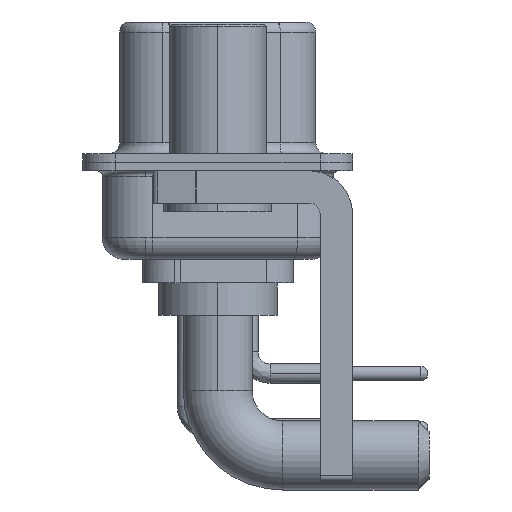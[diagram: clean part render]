
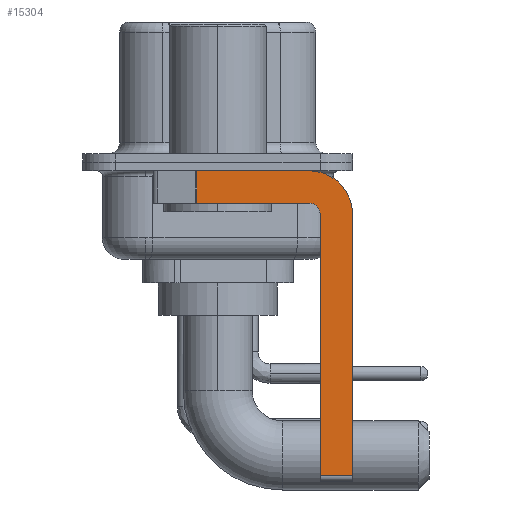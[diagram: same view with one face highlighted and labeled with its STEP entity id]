
A CAD part, left-side view. The second image highlights one B-rep face of the part: STEP entity #15304.
In plain terms, the highlighted planar face has unit normal (-1, 0, 0).
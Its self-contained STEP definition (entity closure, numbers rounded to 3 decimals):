
#128 = LINE ( 'NONE', #2631, #6869 ) ;
#417 = AXIS2_PLACEMENT_3D ( 'NONE', #23953, #23791, #9461 ) ;
#1876 = DIRECTION ( 'NONE',  ( 0., -1., 0. ) ) ;
#2002 = DIRECTION ( 'NONE',  ( 0., 1., 0. ) ) ;
#2631 = CARTESIAN_POINT ( 'NONE',  ( -2.9, -4.25, -1.9 ) ) ;
#3663 = CARTESIAN_POINT ( 'NONE',  ( -2.9, -6.25, -2.4 ) ) ;
#3925 = VERTEX_POINT ( 'NONE', #18152 ) ;
#5557 = EDGE_CURVE ( 'NONE', #30389, #14518, #27768, .T. ) ;
#5631 = VECTOR ( 'NONE', #14119, 1000. ) ;
#6260 = CARTESIAN_POINT ( 'NONE',  ( -2.9, -4.25, -14.55 ) ) ;
#6869 = VECTOR ( 'NONE', #2002, 1000. ) ;
#7570 = ORIENTED_EDGE ( 'NONE', *, *, #20910, .F. ) ;
#8832 = DIRECTION ( 'NONE',  ( 0., 0., -1. ) ) ;
#9461 = DIRECTION ( 'NONE',  ( 0., 0., -1. ) ) ;
#9581 = EDGE_CURVE ( 'NONE', #3925, #26703, #26819, .T. ) ;
#9944 = CARTESIAN_POINT ( 'NONE',  ( -2.9, -4.25, -0.4 ) ) ;
#9980 = CARTESIAN_POINT ( 'NONE',  ( -2.9, 0.978, -1.9 ) ) ;
#11420 = VECTOR ( 'NONE', #12385, 1000. ) ;
#11594 = CARTESIAN_POINT ( 'NONE',  ( -2.9, 3., -0.4 ) ) ;
#11950 = ORIENTED_EDGE ( 'NONE', *, *, #22543, .F. ) ;
#12385 = DIRECTION ( 'NONE',  ( 0., 0., 1. ) ) ;
#12516 = AXIS2_PLACEMENT_3D ( 'NONE', #25666, #26138, #8832 ) ;
#13124 = ORIENTED_EDGE ( 'NONE', *, *, #25562, .F. ) ;
#13403 = ORIENTED_EDGE ( 'NONE', *, *, #24679, .T. ) ;
#13434 = CARTESIAN_POINT ( 'NONE',  ( -2.9, -4.25, -2.4 ) ) ;
#14119 = DIRECTION ( 'NONE',  ( 0., -1., 0. ) ) ;
#14314 = ORIENTED_EDGE ( 'NONE', *, *, #28273, .F. ) ;
#14518 = VERTEX_POINT ( 'NONE', #15500 ) ;
#14899 = CARTESIAN_POINT ( 'NONE',  ( -2.9, -4.75, -2.4 ) ) ;
#15016 = CARTESIAN_POINT ( 'NONE',  ( -2.9, -4.75, -14.55 ) ) ;
#15019 = DIRECTION ( 'NONE',  ( 0., 0., -1. ) ) ;
#15230 = CARTESIAN_POINT ( 'NONE',  ( -2.9, 0.978, -1.9 ) ) ;
#15304 = ADVANCED_FACE ( 'NONE', ( #16705 ), #21586, .F. ) ;
#15500 = CARTESIAN_POINT ( 'NONE',  ( -2.9, -6.25, -14.55 ) ) ;
#15506 = DIRECTION ( 'NONE',  ( 0., 0., -1. ) ) ;
#16196 = VERTEX_POINT ( 'NONE', #14899 ) ;
#16705 = FACE_OUTER_BOUND ( 'NONE', #27622, .T. ) ;
#17118 = VECTOR ( 'NONE', #1876, 1000. ) ;
#17494 = ORIENTED_EDGE ( 'NONE', *, *, #9581, .T. ) ;
#17658 = VERTEX_POINT ( 'NONE', #20273 ) ;
#18152 = CARTESIAN_POINT ( 'NONE',  ( -2.9, 0.978, -0.4 ) ) ;
#20141 = ORIENTED_EDGE ( 'NONE', *, *, #21809, .F. ) ;
#20273 = CARTESIAN_POINT ( 'NONE',  ( -2.9, -4.25, -1.9 ) ) ;
#20910 = EDGE_CURVE ( 'NONE', #17658, #26703, #128, .T. ) ;
#21064 = CIRCLE ( 'NONE', #12516, 2. ) ;
#21586 = PLANE ( 'NONE',  #417 ) ;
#21809 = EDGE_CURVE ( 'NONE', #23434, #16196, #30970, .T. ) ;
#22543 = EDGE_CURVE ( 'NONE', #16196, #17658, #29546, .T. ) ;
#23434 = VERTEX_POINT ( 'NONE', #15016 ) ;
#23476 = ORIENTED_EDGE ( 'NONE', *, *, #5557, .F. ) ;
#23791 = DIRECTION ( 'NONE',  ( 1., 0., 0. ) ) ;
#23807 = VECTOR ( 'NONE', #15019, 1000. ) ;
#23873 = VERTEX_POINT ( 'NONE', #9944 ) ;
#23953 = CARTESIAN_POINT ( 'NONE',  ( -2.9, -4.25, -2.4 ) ) ;
#24365 = CARTESIAN_POINT ( 'NONE',  ( -2.9, -4.75, -14.8 ) ) ;
#24679 = EDGE_CURVE ( 'NONE', #23434, #14518, #28131, .T. ) ;
#25562 = EDGE_CURVE ( 'NONE', #23873, #30389, #21064, .T. ) ;
#25568 = DIRECTION ( 'NONE',  ( -1., 0., 0. ) ) ;
#25666 = CARTESIAN_POINT ( 'NONE',  ( -2.9, -4.25, -2.4 ) ) ;
#25782 = LINE ( 'NONE', #11594, #5631 ) ;
#26138 = DIRECTION ( 'NONE',  ( 1., 0., 0. ) ) ;
#26639 = VECTOR ( 'NONE', #15506, 1000. ) ;
#26703 = VERTEX_POINT ( 'NONE', #15230 ) ;
#26819 = LINE ( 'NONE', #9980, #23807 ) ;
#27304 = CARTESIAN_POINT ( 'NONE',  ( -2.9, -6.25, -2.4 ) ) ;
#27622 = EDGE_LOOP ( 'NONE', ( #14314, #17494, #7570, #11950, #20141, #13403, #23476, #13124 ) ) ;
#27768 = LINE ( 'NONE', #27304, #26639 ) ;
#28131 = LINE ( 'NONE', #6260, #17118 ) ;
#28273 = EDGE_CURVE ( 'NONE', #3925, #23873, #25782, .T. ) ;
#28554 = AXIS2_PLACEMENT_3D ( 'NONE', #13434, #25568, #29962 ) ;
#29546 = CIRCLE ( 'NONE', #28554, 0.5 ) ;
#29962 = DIRECTION ( 'NONE',  ( 0., 0., 1. ) ) ;
#30389 = VERTEX_POINT ( 'NONE', #3663 ) ;
#30970 = LINE ( 'NONE', #24365, #11420 ) ;
